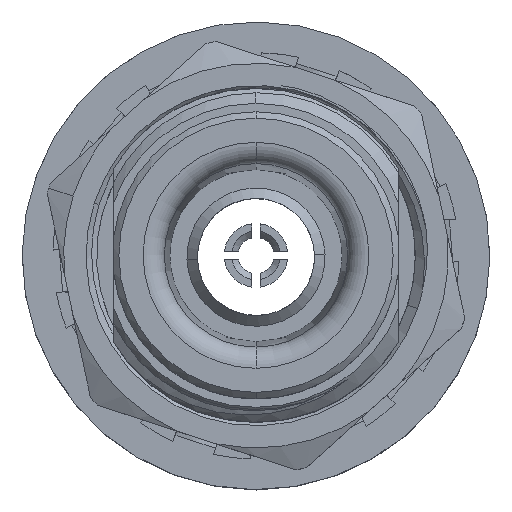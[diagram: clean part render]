
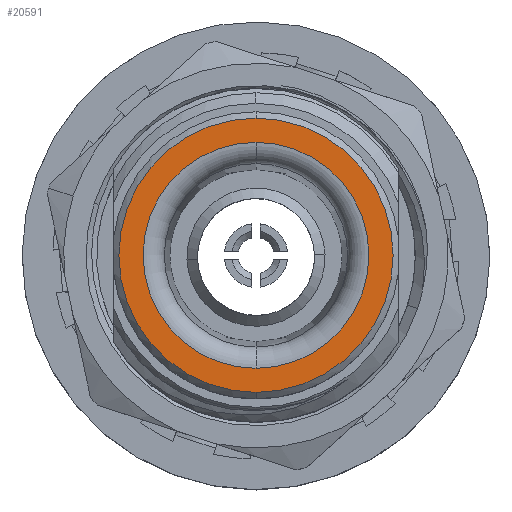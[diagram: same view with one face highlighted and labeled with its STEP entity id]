
A CAD part, top view. The second image highlights one B-rep face of the part: STEP entity #20591.
In plain terms, the highlighted planar face has unit normal (0, 0, 1).
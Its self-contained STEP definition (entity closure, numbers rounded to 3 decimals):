
#75 = FACE_BOUND ( 'NONE', #18783, .T. ) ;
#101 = AXIS2_PLACEMENT_3D ( 'NONE', #21479, #5644, #30292 ) ;
#834 = CARTESIAN_POINT ( 'NONE',  ( -39.058, 0.642, 25.837 ) ) ;
#2453 = CIRCLE ( 'NONE', #12752, 5.314 ) ;
#2830 = FACE_OUTER_BOUND ( 'NONE', #30035, .T. ) ;
#5352 = VERTEX_POINT ( 'NONE', #834 ) ;
#5644 = DIRECTION ( 'NONE',  ( 0., 0., 1. ) ) ;
#7579 = CARTESIAN_POINT ( 'NONE',  ( -39.058, -5.808, 25.837 ) ) ;
#8642 = CARTESIAN_POINT ( 'NONE',  ( -39.058, -5.808, 25.837 ) ) ;
#10351 = AXIS2_PLACEMENT_3D ( 'NONE', #39979, #11539, #48521 ) ;
#11204 = CIRCLE ( 'NONE', #10351, 6.45 ) ;
#11539 = DIRECTION ( 'NONE',  ( 0., 0., 1. ) ) ;
#12752 = AXIS2_PLACEMENT_3D ( 'NONE', #8642, #21215, #25997 ) ;
#13090 = EDGE_CURVE ( 'NONE', #45524, #38933, #44615, .T. ) ;
#16276 = DIRECTION ( 'NONE',  ( 0., 0., -1. ) ) ;
#18783 = EDGE_LOOP ( 'NONE', ( #37236, #48069 ) ) ;
#20591 = ADVANCED_FACE ( 'NONE', ( #2830, #75 ), #30029, .T. ) ;
#21215 = DIRECTION ( 'NONE',  ( 0., 0., -1. ) ) ;
#21479 = CARTESIAN_POINT ( 'NONE',  ( -39.058, -0.493, 25.837 ) ) ;
#22063 = DIRECTION ( 'NONE',  ( 0., 1., 0. ) ) ;
#22790 = CARTESIAN_POINT ( 'NONE',  ( -39.058, -0.493, 25.837 ) ) ;
#22792 = CARTESIAN_POINT ( 'NONE',  ( -39.058, -11.122, 25.837 ) ) ;
#23847 = AXIS2_PLACEMENT_3D ( 'NONE', #7579, #36808, #48319 ) ;
#24696 = CIRCLE ( 'NONE', #23847, 6.45 ) ;
#25722 = EDGE_CURVE ( 'NONE', #5352, #47793, #24696, .T. ) ;
#25997 = DIRECTION ( 'NONE',  ( 0., 1., 0. ) ) ;
#26075 = EDGE_CURVE ( 'NONE', #38933, #45524, #2453, .T. ) ;
#30029 = PLANE ( 'NONE',  #101 ) ;
#30035 = EDGE_LOOP ( 'NONE', ( #49248, #46545 ) ) ;
#30292 = DIRECTION ( 'NONE',  ( 0., -1., 0. ) ) ;
#36808 = DIRECTION ( 'NONE',  ( 0., 0., 1. ) ) ;
#37220 = CARTESIAN_POINT ( 'NONE',  ( -39.058, -5.808, 25.837 ) ) ;
#37236 = ORIENTED_EDGE ( 'NONE', *, *, #13090, .T. ) ;
#38933 = VERTEX_POINT ( 'NONE', #22792 ) ;
#39979 = CARTESIAN_POINT ( 'NONE',  ( -39.058, -5.808, 25.837 ) ) ;
#44615 = CIRCLE ( 'NONE', #50574, 5.314 ) ;
#45524 = VERTEX_POINT ( 'NONE', #22790 ) ;
#45797 = EDGE_CURVE ( 'NONE', #47793, #5352, #11204, .T. ) ;
#46545 = ORIENTED_EDGE ( 'NONE', *, *, #45797, .T. ) ;
#47094 = CARTESIAN_POINT ( 'NONE',  ( -39.058, -12.258, 25.837 ) ) ;
#47793 = VERTEX_POINT ( 'NONE', #47094 ) ;
#48069 = ORIENTED_EDGE ( 'NONE', *, *, #26075, .T. ) ;
#48319 = DIRECTION ( 'NONE',  ( 0., -1., 0. ) ) ;
#48521 = DIRECTION ( 'NONE',  ( 0., -1., 0. ) ) ;
#49248 = ORIENTED_EDGE ( 'NONE', *, *, #25722, .T. ) ;
#50574 = AXIS2_PLACEMENT_3D ( 'NONE', #37220, #16276, #22063 ) ;
